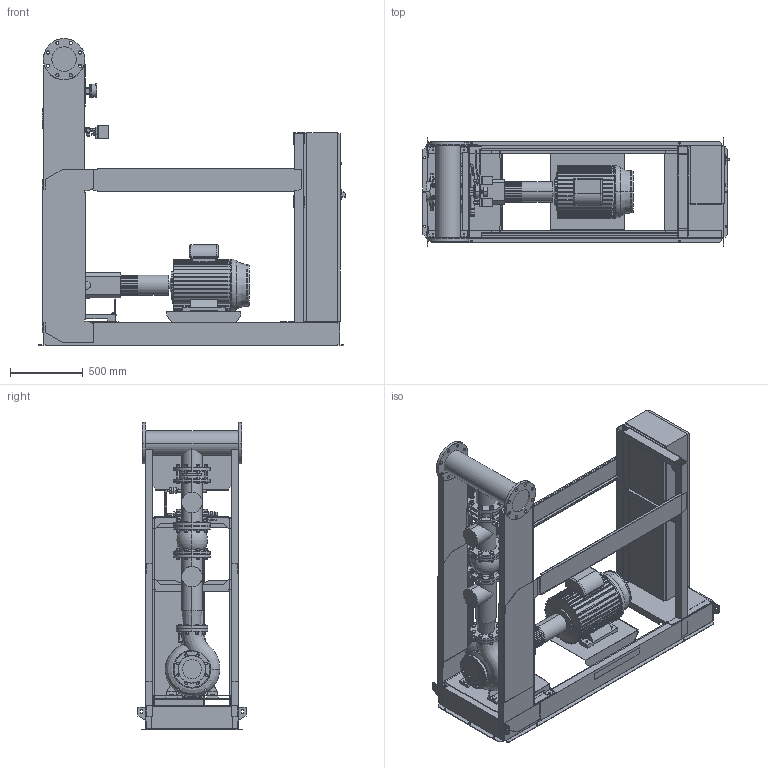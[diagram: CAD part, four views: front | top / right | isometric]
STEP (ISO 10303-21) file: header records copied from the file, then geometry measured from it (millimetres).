
FILE_DESCRIPTION((''),'2;1');
FILE_NAME('3d_Sifire-EN-100_200-168R-22E-4183698.stp','2015-05-26T07:17:22',(''),(''),'Mechanical Desktop 2009','Mechanical Desktop 2009',', , ');
FILE_SCHEMA(('CONFIG_CONTROL_DESIGN'));
Length unit declared in the file: millimetre
Products named in the file (1): Product
Bounding box: 2105.5 x 744 x 2112.5 mm (x, y, z)
Volume: 286858388.7 mm3; surface area: 22118849.4 mm2
Topology: 144 solids, 144 shells, 3413 faces, 8263 edges, 5203 vertices
Faces by surface type: plane 1261, bspline 1011, cylinder 649, cone 428, torus 56, sphere 8
Entity records: 108866 total; most frequent: CARTESIAN_POINT 34313, ORIENTED_EDGE 16514, DIRECTION 14117, EDGE_CURVE 8257, VERTEX_POINT 5202, AXIS2_PLACEMENT_3D 4956, VECTOR 4205, LINE 4205
